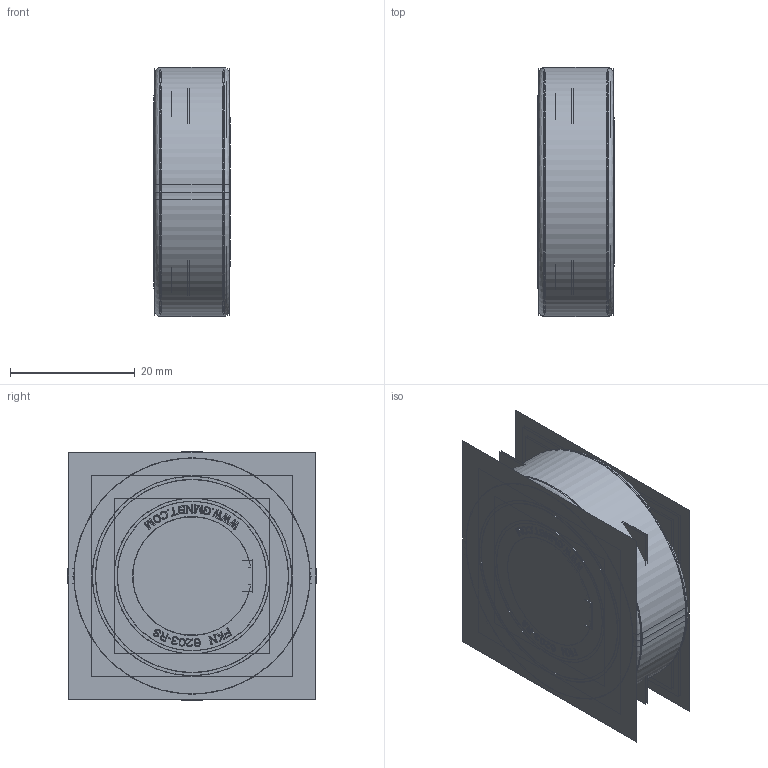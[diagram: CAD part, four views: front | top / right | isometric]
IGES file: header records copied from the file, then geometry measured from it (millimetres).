
Start section:  PTC IGES file: fkn6203-rs.igs
Global section: file name: fkn6203-rs.igs; native system: Creo Parametric by Parametric Technology Corporation; preprocessor: 2013150; author: sales 4; organization: Unknown; date: 20140325.121522; units: millimetre
Bounding box: 12.48 x 40 x 40 mm (x, y, z)
Volume: 10390.5 mm3; surface area: 92803.3 mm2
Topology: 34 solids, 34 shells, 3710 faces, 19316 edges, 24094 vertices
Faces by surface type: bspline 2360, revolution 1350
